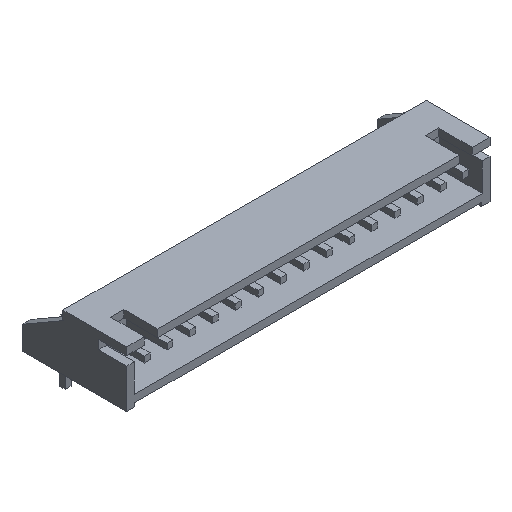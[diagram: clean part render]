
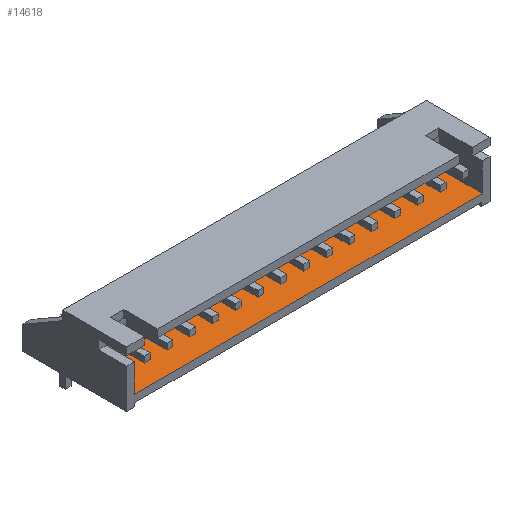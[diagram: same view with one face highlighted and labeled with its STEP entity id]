
A CAD part, isometric view. The second image highlights one B-rep face of the part: STEP entity #14618.
In plain terms, the highlighted planar face has unit normal (0, 0, 1).
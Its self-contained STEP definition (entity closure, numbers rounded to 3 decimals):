
#4721 = PLANE('',#4722);
#4722 = AXIS2_PLACEMENT_3D('',#4723,#4724,#4725);
#4723 = CARTESIAN_POINT('',(-2.45,-9.2,4.325));
#4724 = DIRECTION('',(0.,1.,0.));
#4725 = DIRECTION('',(0.,0.,-1.));
#12521 = VERTEX_POINT('',#12522);
#12522 = CARTESIAN_POINT('',(36.6,-9.2,1.225));
#12536 = PLANE('',#12537);
#12537 = AXIS2_PLACEMENT_3D('',#12538,#12539,#12540);
#12538 = CARTESIAN_POINT('',(36.6,-4.5,5.325));
#12539 = DIRECTION('',(1.,0.,0.));
#12540 = DIRECTION('',(0.,0.,1.));
#12548 = EDGE_CURVE('',#12549,#12521,#12551,.T.);
#12549 = VERTEX_POINT('',#12550);
#12550 = CARTESIAN_POINT('',(-1.6,-9.2,1.225));
#12551 = SURFACE_CURVE('',#12552,(#12556,#12563),.PCURVE_S1.);
#12552 = LINE('',#12553,#12554);
#12553 = CARTESIAN_POINT('',(36.6,-9.2,1.225));
#12554 = VECTOR('',#12555,1.);
#12555 = DIRECTION('',(1.,0.,0.));
#12556 = PCURVE('',#4721,#12557);
#12557 = DEFINITIONAL_REPRESENTATION('',(#12558),#12562);
#12558 = LINE('',#12559,#12560);
#12559 = CARTESIAN_POINT('',(3.1,-39.05));
#12560 = VECTOR('',#12561,1.);
#12561 = DIRECTION('',(0.,-1.));
#12562 = ( GEOMETRIC_REPRESENTATION_CONTEXT(2) 
PARAMETRIC_REPRESENTATION_CONTEXT() REPRESENTATION_CONTEXT('2D SPACE',''
  ) );
#12563 = PCURVE('',#12564,#12569);
#12564 = PLANE('',#12565);
#12565 = AXIS2_PLACEMENT_3D('',#12566,#12567,#12568);
#12566 = CARTESIAN_POINT('',(36.6,-4.5,1.225));
#12567 = DIRECTION('',(0.,0.,-1.));
#12568 = DIRECTION('',(1.,0.,0.));
#12569 = DEFINITIONAL_REPRESENTATION('',(#12570),#12574);
#12570 = LINE('',#12571,#12572);
#12571 = CARTESIAN_POINT('',(0.,4.7));
#12572 = VECTOR('',#12573,1.);
#12573 = DIRECTION('',(1.,0.));
#12574 = ( GEOMETRIC_REPRESENTATION_CONTEXT(2) 
PARAMETRIC_REPRESENTATION_CONTEXT() REPRESENTATION_CONTEXT('2D SPACE',''
  ) );
#12592 = PLANE('',#12593);
#12593 = AXIS2_PLACEMENT_3D('',#12594,#12595,#12596);
#12594 = CARTESIAN_POINT('',(-1.6,-4.5,5.325));
#12595 = DIRECTION('',(-1.,0.,0.));
#12596 = DIRECTION('',(0.,0.,-1.));
#12939 = PLANE('',#12940);
#12940 = AXIS2_PLACEMENT_3D('',#12941,#12942,#12943);
#12941 = CARTESIAN_POINT('',(36.6,-4.5,5.325));
#12942 = DIRECTION('',(0.,1.,0.));
#12943 = DIRECTION('',(0.,0.,-1.));
#14574 = VERTEX_POINT('',#14575);
#14575 = CARTESIAN_POINT('',(36.6,-4.5,1.225));
#14596 = EDGE_CURVE('',#14574,#12521,#14597,.T.);
#14597 = SURFACE_CURVE('',#14598,(#14602,#14609),.PCURVE_S1.);
#14598 = LINE('',#14599,#14600);
#14599 = CARTESIAN_POINT('',(36.6,-4.5,1.225));
#14600 = VECTOR('',#14601,1.);
#14601 = DIRECTION('',(0.,-1.,0.));
#14602 = PCURVE('',#12536,#14603);
#14603 = DEFINITIONAL_REPRESENTATION('',(#14604),#14608);
#14604 = LINE('',#14605,#14606);
#14605 = CARTESIAN_POINT('',(-4.1,0.));
#14606 = VECTOR('',#14607,1.);
#14607 = DIRECTION('',(0.,1.));
#14608 = ( GEOMETRIC_REPRESENTATION_CONTEXT(2) 
PARAMETRIC_REPRESENTATION_CONTEXT() REPRESENTATION_CONTEXT('2D SPACE',''
  ) );
#14609 = PCURVE('',#12564,#14610);
#14610 = DEFINITIONAL_REPRESENTATION('',(#14611),#14615);
#14611 = LINE('',#14612,#14613);
#14612 = CARTESIAN_POINT('',(0.,0.));
#14613 = VECTOR('',#14614,1.);
#14614 = DIRECTION('',(0.,1.));
#14615 = ( GEOMETRIC_REPRESENTATION_CONTEXT(2) 
PARAMETRIC_REPRESENTATION_CONTEXT() REPRESENTATION_CONTEXT('2D SPACE',''
  ) );
#14618 = ADVANCED_FACE('',(#14619),#12564,.F.);
#14619 = FACE_BOUND('',#14620,.T.);
#14620 = EDGE_LOOP('',(#14621,#14622,#14623,#14646));
#14621 = ORIENTED_EDGE('',*,*,#12548,.T.);
#14622 = ORIENTED_EDGE('',*,*,#14596,.F.);
#14623 = ORIENTED_EDGE('',*,*,#14624,.F.);
#14624 = EDGE_CURVE('',#14625,#14574,#14627,.T.);
#14625 = VERTEX_POINT('',#14626);
#14626 = CARTESIAN_POINT('',(-1.6,-4.5,1.225));
#14627 = SURFACE_CURVE('',#14628,(#14632,#14639),.PCURVE_S1.);
#14628 = LINE('',#14629,#14630);
#14629 = CARTESIAN_POINT('',(36.6,-4.5,1.225));
#14630 = VECTOR('',#14631,1.);
#14631 = DIRECTION('',(1.,0.,0.));
#14632 = PCURVE('',#12564,#14633);
#14633 = DEFINITIONAL_REPRESENTATION('',(#14634),#14638);
#14634 = LINE('',#14635,#14636);
#14635 = CARTESIAN_POINT('',(0.,0.));
#14636 = VECTOR('',#14637,1.);
#14637 = DIRECTION('',(1.,0.));
#14638 = ( GEOMETRIC_REPRESENTATION_CONTEXT(2) 
PARAMETRIC_REPRESENTATION_CONTEXT() REPRESENTATION_CONTEXT('2D SPACE',''
  ) );
#14639 = PCURVE('',#12939,#14640);
#14640 = DEFINITIONAL_REPRESENTATION('',(#14641),#14645);
#14641 = LINE('',#14642,#14643);
#14642 = CARTESIAN_POINT('',(4.1,0.));
#14643 = VECTOR('',#14644,1.);
#14644 = DIRECTION('',(0.,-1.));
#14645 = ( GEOMETRIC_REPRESENTATION_CONTEXT(2) 
PARAMETRIC_REPRESENTATION_CONTEXT() REPRESENTATION_CONTEXT('2D SPACE',''
  ) );
#14646 = ORIENTED_EDGE('',*,*,#14647,.T.);
#14647 = EDGE_CURVE('',#14625,#12549,#14648,.T.);
#14648 = SURFACE_CURVE('',#14649,(#14653,#14660),.PCURVE_S1.);
#14649 = LINE('',#14650,#14651);
#14650 = CARTESIAN_POINT('',(-1.6,-4.5,1.225));
#14651 = VECTOR('',#14652,1.);
#14652 = DIRECTION('',(0.,-1.,0.));
#14653 = PCURVE('',#12564,#14654);
#14654 = DEFINITIONAL_REPRESENTATION('',(#14655),#14659);
#14655 = LINE('',#14656,#14657);
#14656 = CARTESIAN_POINT('',(-38.2,0.));
#14657 = VECTOR('',#14658,1.);
#14658 = DIRECTION('',(0.,1.));
#14659 = ( GEOMETRIC_REPRESENTATION_CONTEXT(2) 
PARAMETRIC_REPRESENTATION_CONTEXT() REPRESENTATION_CONTEXT('2D SPACE',''
  ) );
#14660 = PCURVE('',#12592,#14661);
#14661 = DEFINITIONAL_REPRESENTATION('',(#14662),#14666);
#14662 = LINE('',#14663,#14664);
#14663 = CARTESIAN_POINT('',(4.1,0.));
#14664 = VECTOR('',#14665,1.);
#14665 = DIRECTION('',(0.,1.));
#14666 = ( GEOMETRIC_REPRESENTATION_CONTEXT(2) 
PARAMETRIC_REPRESENTATION_CONTEXT() REPRESENTATION_CONTEXT('2D SPACE',''
  ) );
